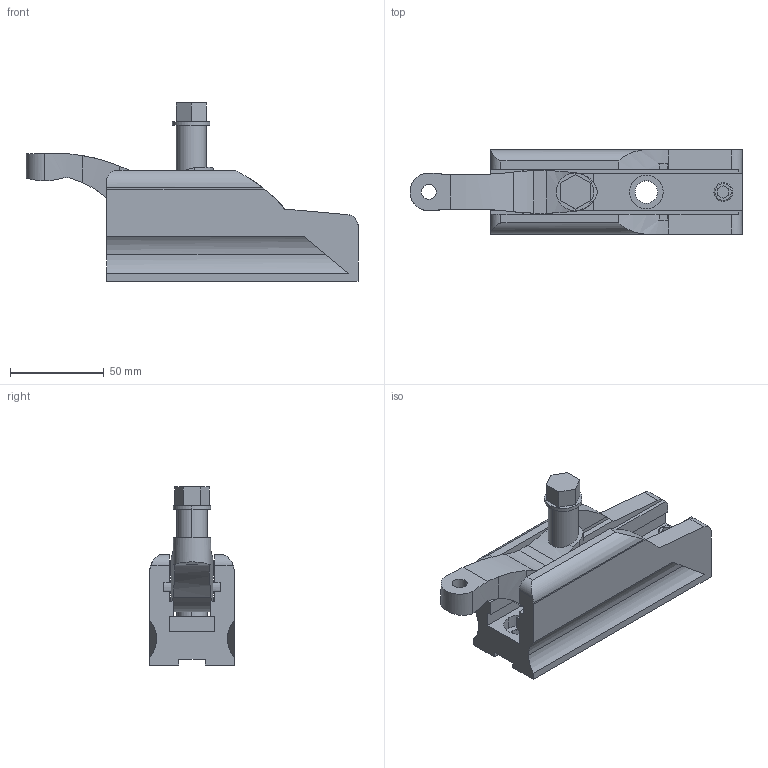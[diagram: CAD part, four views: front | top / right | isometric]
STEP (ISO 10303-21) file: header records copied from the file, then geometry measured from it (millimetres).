
FILE_DESCRIPTION(('STEP AP214'),'1');
FILE_NAME(' ',' ',('TraceParts'),('TraceParts S.A.'),'XStep 1.0',' ',' ');
FILE_SCHEMA(('automotive_design'));
Length unit declared in the file: millimetre
Products named in the file (3): 1; 2; 3
Bounding box: 177 x 45.07 x 95 mm (x, y, z)
Volume: 234860 mm3; surface area: 56327.1 mm2
Topology: 3 solids, 3 shells, 139 faces, 374 edges, 248 vertices
Faces by surface type: plane 77, cylinder 60, torus 2
Entity records: 10020 total; most frequent: CARTESIAN_POINT 2284, STYLED_ITEM 761, PRESENTATION_STYLE_ASSIGNMENT 761, COLOUR_RGB 761, ORIENTED_EDGE 748, DIRECTION 682, EDGE_CURVE 374, CURVE_STYLE 374
